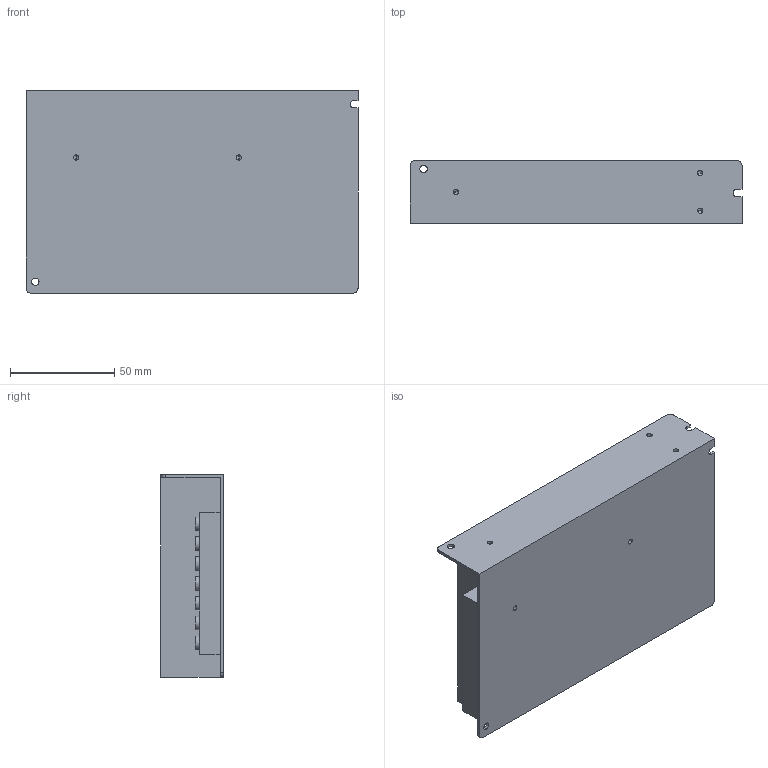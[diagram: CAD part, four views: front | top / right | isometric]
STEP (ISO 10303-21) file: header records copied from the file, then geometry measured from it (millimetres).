
FILE_DESCRIPTION(('FreeCAD Model'),'2;1');
FILE_NAME('Meanwell_LRS-150.stp','2020-05-10T19:27:05',('Author'),(''), 'Open CASCADE STEP processor 6.9','FreeCAD','Unknown');
FILE_SCHEMA(('AUTOMOTIVE_DESIGN { 1 0 10303 214 1 1 1 1 }'));
Length unit declared in the file: millimetre
Products named in the file (10): ASSEMBLY; MW_LRS150-Powerbar; MW_LRS150-Terminal_Vm2; MW_LRS150-Terminal_PE; MW_LRS150-Terminal_Vp1; MW_LRS150-Terminal_N; MW_LRS150_body; MW_LRS150-Terminal_L; MW_LRS150-Terminal_Vm1; MW_LRS150-Terminal_Vp2
Assembly tree (9 placements, depth 2):
  ASSEMBLY
    MW_LRS150-Powerbar
    MW_LRS150-Terminal_Vm2
    MW_LRS150-Terminal_PE
    MW_LRS150-Terminal_Vp1
    MW_LRS150-Terminal_N
    MW_LRS150_body
    MW_LRS150-Terminal_L
    MW_LRS150-Terminal_Vm1
    MW_LRS150-Terminal_Vp2
Bounding box: 159 x 30 x 97 mm (x, y, z)
Volume: 414652.7 mm3; surface area: 50771.6 mm2
Topology: 9 solids, 9 shells, 82 faces, 182 edges, 113 vertices
Faces by surface type: plane 38, cylinder 34, cone 10
Entity records: 5255 total; most frequent: CARTESIAN_POINT 997, DIRECTION 740, LINE 384, VECTOR 384, ORIENTED_EDGE 344, PCURVE 344, DEFINITIONAL_REPRESENTATION 344, EDGE_CURVE 172
